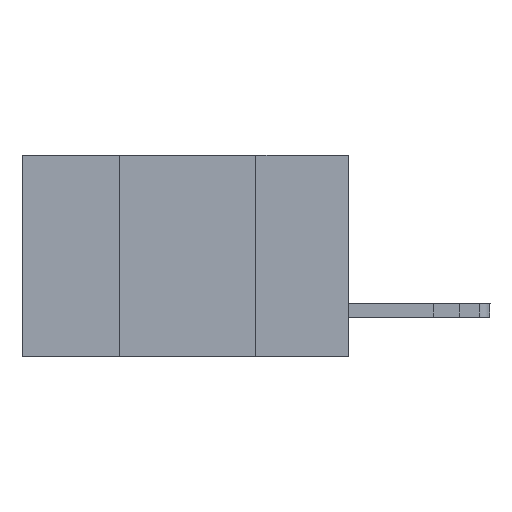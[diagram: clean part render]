
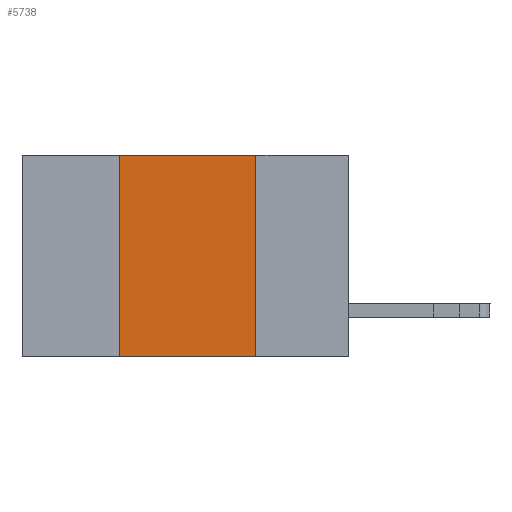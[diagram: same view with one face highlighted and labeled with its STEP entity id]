
A CAD part, left-side view. The second image highlights one B-rep face of the part: STEP entity #5738.
In plain terms, the highlighted planar face has unit normal (-1, 0, 0).
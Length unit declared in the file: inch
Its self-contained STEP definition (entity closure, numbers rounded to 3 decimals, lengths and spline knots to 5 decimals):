
#28 = AXIS2_PLACEMENT_3D ( 'NONE', #13395, #10432, #14743 ) ;
#336 = CARTESIAN_POINT ( 'NONE',  ( 0., 0.17, -0.37 ) ) ;
#1333 = VERTEX_POINT ( 'NONE', #336 ) ;
#1426 = LINE ( 'NONE', #8275, #3849 ) ;
#1657 = VERTEX_POINT ( 'NONE', #17763 ) ;
#1736 = EDGE_LOOP ( 'NONE', ( #16846, #4416, #4035, #10391 ) ) ;
#2864 = LINE ( 'NONE', #8359, #9826 ) ;
#3762 = FACE_OUTER_BOUND ( 'NONE', #1736, .T. ) ;
#3849 = VECTOR ( 'NONE', #15113, 39.37008 ) ;
#4035 = ORIENTED_EDGE ( 'NONE', *, *, #4144, .F. ) ;
#4047 = EDGE_CURVE ( 'NONE', #12728, #1333, #12233, .T. ) ;
#4144 = EDGE_CURVE ( 'NONE', #7337, #1657, #2864, .T. ) ;
#4416 = ORIENTED_EDGE ( 'NONE', *, *, #12405, .F. ) ;
#4851 = CARTESIAN_POINT ( 'NONE',  ( 0., 0.6, 0. ) ) ;
#5738 = ADVANCED_FACE ( 'NONE', ( #3762 ), #9254, .F. ) ;
#7337 = VERTEX_POINT ( 'NONE', #16252 ) ;
#8275 = CARTESIAN_POINT ( 'NONE',  ( 0., 0.6, -0.37 ) ) ;
#8340 = EDGE_CURVE ( 'NONE', #7337, #1333, #1426, .T. ) ;
#8359 = CARTESIAN_POINT ( 'NONE',  ( 0., 0.42, 0. ) ) ;
#8818 = LINE ( 'NONE', #4851, #10260 ) ;
#9254 = PLANE ( 'NONE',  #28 ) ;
#9826 = VECTOR ( 'NONE', #12663, 39.37008 ) ;
#10260 = VECTOR ( 'NONE', #15832, 39.37008 ) ;
#10391 = ORIENTED_EDGE ( 'NONE', *, *, #8340, .T. ) ;
#10432 = DIRECTION ( 'NONE',  ( 1., 0., 0. ) ) ;
#12233 = LINE ( 'NONE', #17701, #13558 ) ;
#12405 = EDGE_CURVE ( 'NONE', #1657, #12728, #8818, .T. ) ;
#12663 = DIRECTION ( 'NONE',  ( 0., 0., 1. ) ) ;
#12728 = VERTEX_POINT ( 'NONE', #13257 ) ;
#13257 = CARTESIAN_POINT ( 'NONE',  ( 0., 0.17, 0. ) ) ;
#13395 = CARTESIAN_POINT ( 'NONE',  ( 0., 0.6, 0. ) ) ;
#13558 = VECTOR ( 'NONE', #14747, 39.37008 ) ;
#14743 = DIRECTION ( 'NONE',  ( 0., 0., -1. ) ) ;
#14747 = DIRECTION ( 'NONE',  ( 0., 0., -1. ) ) ;
#15113 = DIRECTION ( 'NONE',  ( 0., -1., 0. ) ) ;
#15832 = DIRECTION ( 'NONE',  ( 0., -1., 0. ) ) ;
#16252 = CARTESIAN_POINT ( 'NONE',  ( 0., 0.42, -0.37 ) ) ;
#16846 = ORIENTED_EDGE ( 'NONE', *, *, #4047, .F. ) ;
#17701 = CARTESIAN_POINT ( 'NONE',  ( 0., 0.17, 0. ) ) ;
#17763 = CARTESIAN_POINT ( 'NONE',  ( 0., 0.42, 0. ) ) ;
